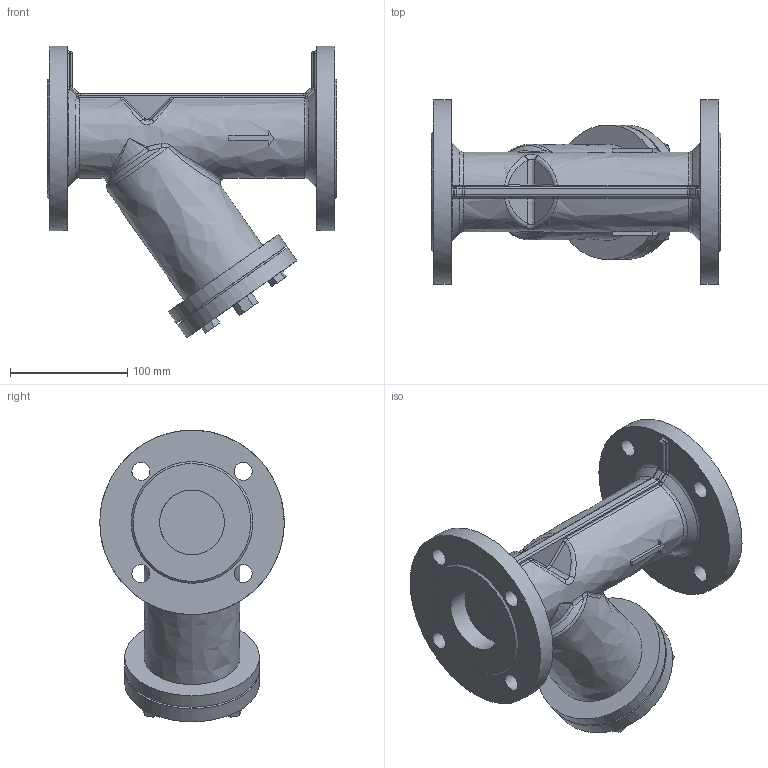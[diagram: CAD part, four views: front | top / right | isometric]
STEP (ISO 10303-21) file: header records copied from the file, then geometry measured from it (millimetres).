
FILE_DESCRIPTION(('FreeCAD Model'),'2;1');
FILE_NAME('Open CASCADE Shape Model','2025-05-05T04:28:05',('FreeCAD'),( 'FreeCAD'),'Open CASCADE STEP processor 7.6','FreeCAD','Unknown');
FILE_SCHEMA(('AUTOMOTIVE_DESIGN { 1 0 10303 214 1 1 1 1 }'));
Length unit declared in the file: millimetre
Products named in the file (1): Open CASCADE STEP translator 7.6 1
Bounding box: 246.34 x 157.1 x 248.46 mm (x, y, z)
Volume: 2143437 mm3; surface area: 193572.8 mm2
Topology: 1 solids, 1 shells, 197 faces, 461 edges, 279 vertices
Faces by surface type: bspline 197
Entity records: 6724 total; most frequent: CARTESIAN_POINT 4031, ORIENTED_EDGE 914, EDGE_CURVE 457, VERTEX_POINT 279, B_SPLINE_CURVE_WITH_KNOTS 261, FACE_BOUND 230, EDGE_LOOP 230, ADVANCED_FACE 197
